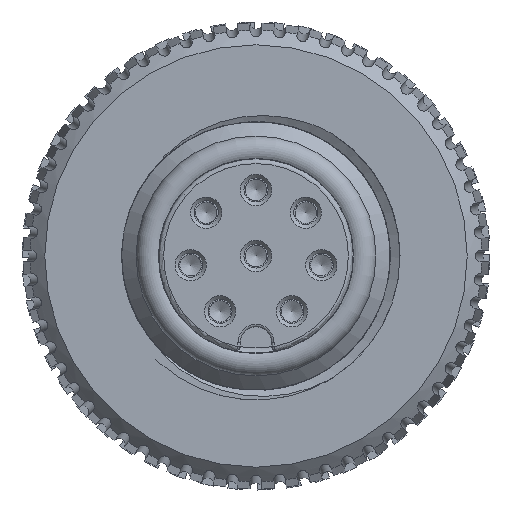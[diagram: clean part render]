
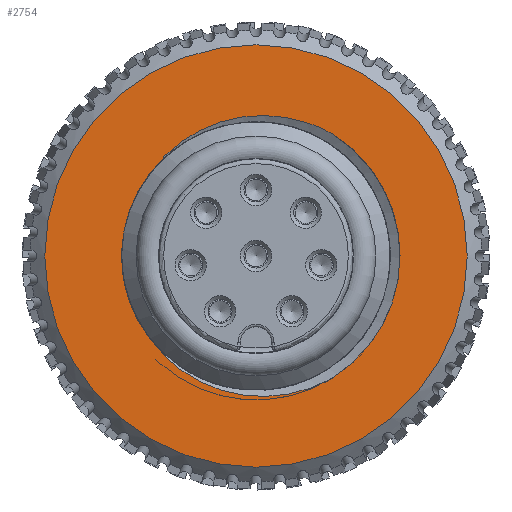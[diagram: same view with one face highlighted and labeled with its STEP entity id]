
A CAD part, left-side view. The second image highlights one B-rep face of the part: STEP entity #2754.
In plain terms, the highlighted planar face has unit normal (-1, 0, 0).
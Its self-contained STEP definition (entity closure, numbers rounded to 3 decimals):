
#2202=PLANE('',#10056);
#2459=B_SPLINE_CURVE_WITH_KNOTS('',3,(#14109,#14110,#14111,#14112,#14113,
#14114),.UNSPECIFIED.,.F.,.F.,(4,2,4),(0.,0.5,1.),.UNSPECIFIED.);
#2460=B_SPLINE_CURVE_WITH_KNOTS('',3,(#14118,#14119,#14120,#14121,#14122,
#14123),.UNSPECIFIED.,.F.,.F.,(4,2,4),(0.,0.5,1.),.UNSPECIFIED.);
#2754=ADVANCED_FACE('',(#3349,#3350),#2202,.F.);
#3349=FACE_BOUND('',#3502,.T.);
#3350=FACE_BOUND('',#3503,.T.);
#3502=EDGE_LOOP('',(#4159,#4160,#4161,#4162));
#3503=EDGE_LOOP('',(#4163));
#4159=ORIENTED_EDGE('',*,*,#8067,.T.);
#4160=ORIENTED_EDGE('',*,*,#8068,.T.);
#4161=ORIENTED_EDGE('',*,*,#8069,.F.);
#4162=ORIENTED_EDGE('',*,*,#8070,.T.);
#4163=ORIENTED_EDGE('',*,*,#8071,.T.);
#7101=VERTEX_POINT('',#14107);
#7102=VERTEX_POINT('',#14108);
#7103=VERTEX_POINT('',#14115);
#7104=VERTEX_POINT('',#14117);
#7105=VERTEX_POINT('',#14125);
#8067=EDGE_CURVE('',#7101,#7102,#9538,.T.);
#8068=EDGE_CURVE('',#7102,#7103,#2459,.T.);
#8069=EDGE_CURVE('',#7104,#7103,#9539,.T.);
#8070=EDGE_CURVE('',#7104,#7101,#2460,.T.);
#8071=EDGE_CURVE('',#7105,#7105,#9540,.T.);
#9538=CIRCLE('',#10053,6.);
#9539=CIRCLE('',#10054,5.6);
#9540=CIRCLE('',#10055,8.8);
#10053=AXIS2_PLACEMENT_3D('',#14106,#11208,#11209);
#10054=AXIS2_PLACEMENT_3D('',#14116,#11210,#11211);
#10055=AXIS2_PLACEMENT_3D('',#14124,#11212,#11213);
#10056=AXIS2_PLACEMENT_3D('',#14126,#11214,#11215);
#11208=DIRECTION('',(1.,0.,0.));
#11209=DIRECTION('',(0.,0.,-1.));
#11210=DIRECTION('',(-1.,0.,0.));
#11211=DIRECTION('',(0.,0.,-1.));
#11212=DIRECTION('',(-1.,0.,0.));
#11213=DIRECTION('',(0.,0.,-1.));
#11214=DIRECTION('',(1.,0.,0.));
#11215=DIRECTION('',(0.,0.,1.));
#14106=CARTESIAN_POINT('',(5.5,0.,0.));
#14107=CARTESIAN_POINT('',(5.5,-3.133,5.117));
#14108=CARTESIAN_POINT('',(5.5,-3.133,-5.117));
#14109=CARTESIAN_POINT('',(5.5,-3.133,-5.117));
#14110=CARTESIAN_POINT('',(5.5,-1.893,-5.8));
#14111=CARTESIAN_POINT('',(5.5,-0.416,-6.019));
#14112=CARTESIAN_POINT('',(5.5,2.313,-5.432));
#14113=CARTESIAN_POINT('',(5.5,3.572,-4.625));
#14114=CARTESIAN_POINT('',(5.5,4.394,-3.472));
#14115=CARTESIAN_POINT('',(5.5,4.394,-3.472));
#14116=CARTESIAN_POINT('',(5.5,0.,0.));
#14117=CARTESIAN_POINT('',(5.5,4.394,3.472));
#14118=CARTESIAN_POINT('',(5.5,4.394,3.472));
#14119=CARTESIAN_POINT('',(5.5,3.572,4.625));
#14120=CARTESIAN_POINT('',(5.5,2.312,5.433));
#14121=CARTESIAN_POINT('',(5.5,-0.419,6.019));
#14122=CARTESIAN_POINT('',(5.5,-1.893,5.8));
#14123=CARTESIAN_POINT('',(5.5,-3.133,5.117));
#14124=CARTESIAN_POINT('',(5.5,0.,0.));
#14125=CARTESIAN_POINT('',(5.5,0.,-8.8));
#14126=CARTESIAN_POINT('',(5.5,0.,0.));
